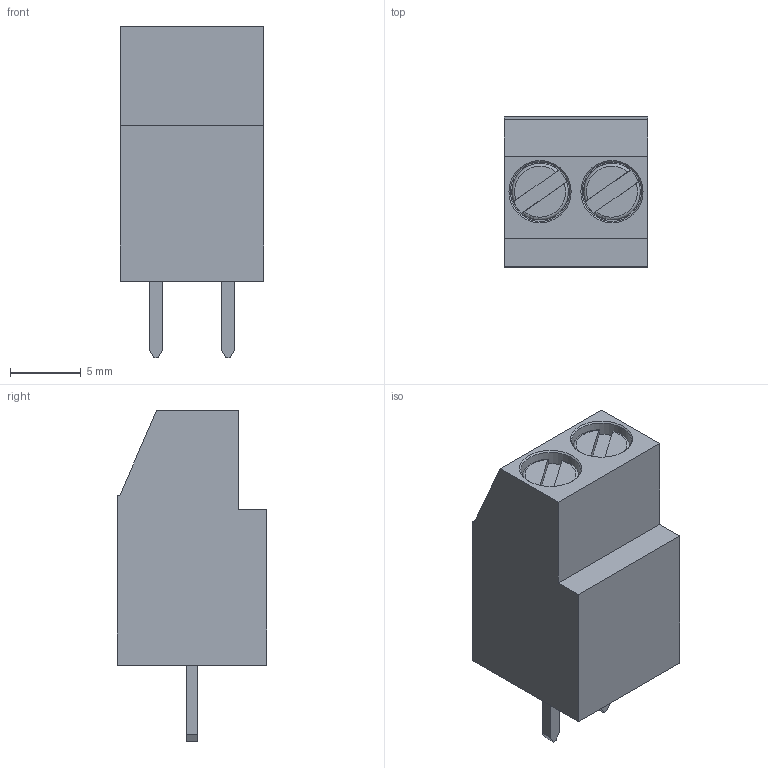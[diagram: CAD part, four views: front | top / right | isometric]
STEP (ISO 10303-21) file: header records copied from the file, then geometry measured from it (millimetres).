
FILE_DESCRIPTION(('FreeCAD Model'),'2;1');
FILE_NAME('RND_TERMINAL_BLOCK_205-00287.step','2020-09-22T19:50:18',('Author'),(''), 'Open CASCADE STEP processor 7.4','FreeCAD','Unknown');
FILE_SCHEMA(('AUTOMOTIVE_DESIGN { 1 0 10303 214 1 1 1 1 }'));
Length unit declared in the file: millimetre
Products named in the file (4): Unbenannt; Gehaeuse; Screw; Pin
Assembly tree (5 placements, depth 2):
  Unbenannt
    Gehaeuse
    Screw  x2
    Pin  x2
Bounding box: 10.16 x 10.6 x 23.4 mm (x, y, z)
Volume: 1531.5 mm3; surface area: 1696.6 mm2
Topology: 5 solids, 5 shells, 104 faces, 254 edges, 166 vertices
Faces by surface type: plane 84, cylinder 14, torus 4, cone 2
Full cylindrical faces by diameter (mm): 2 x2, 4 x2, 4.2 x2
Entity records: 4344 total; most frequent: CARTESIAN_POINT 871, DIRECTION 643, LINE 436, VECTOR 436, ORIENTED_EDGE 328, PCURVE 328, DEFINITIONAL_REPRESENTATION 328, EDGE_CURVE 164
